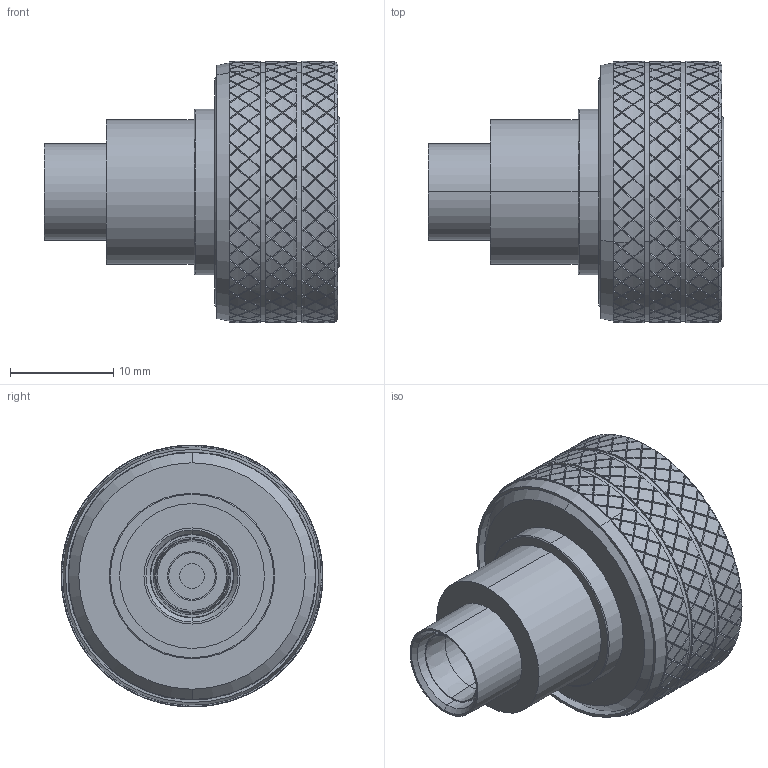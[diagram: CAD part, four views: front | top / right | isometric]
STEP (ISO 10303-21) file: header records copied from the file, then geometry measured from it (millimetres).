
FILE_DESCRIPTION (( 'STEP AP203' ), '1' );
FILE_NAME ('3190-6201(TC-250-4310MS-LP).STEP', '2020-08-18T00:42:36', ( '' ), ( '' ), 'SwSTEP 2.0', 'SolidWorks 2018', '' );
FILE_SCHEMA (( 'CONFIG_CONTROL_DESIGN' ));
Products named in the file (1): 3190-6201(TC-250-4310MS-LP)
Bounding box: 28.6 x 25.3 x 25.3 mm (x, y, z)
Volume: 5619.7 mm3; surface area: 6879.5 mm2
Topology: 2 solids, 2 shells, 2650 faces, 6006 edges, 3385 vertices
Faces by surface type: bspline 1920, cylinder 543, plane 113, torus 44, cone 30
Entity records: 94717 total; most frequent: CARTESIAN_POINT 58667, ORIENTED_EDGE 12012, EDGE_CURVE 6006, VERTEX_POINT 3385, DIRECTION 2743, EDGE_LOOP 2677, ADVANCED_FACE 2650, FACE_OUTER_BOUND 2650
